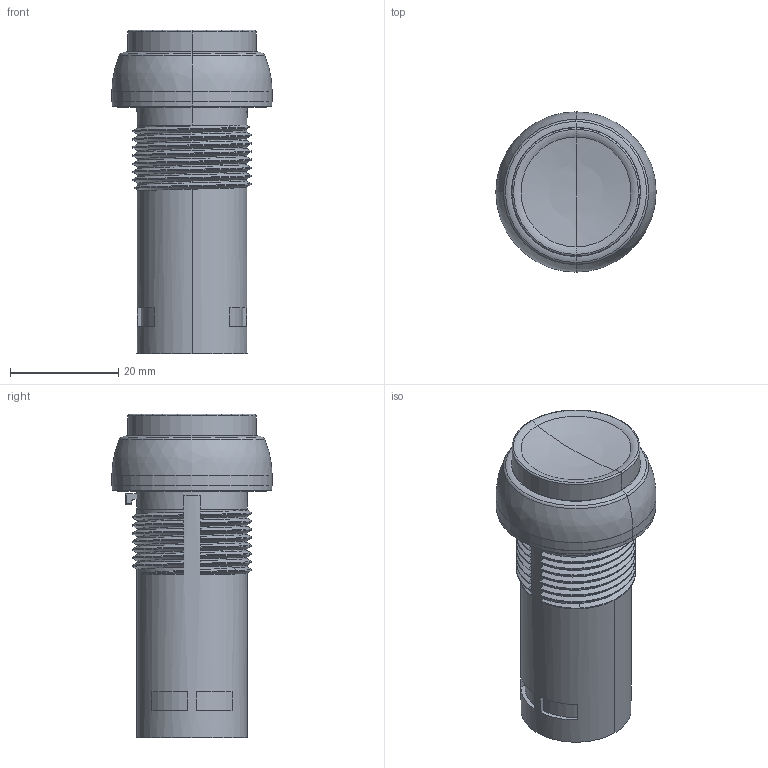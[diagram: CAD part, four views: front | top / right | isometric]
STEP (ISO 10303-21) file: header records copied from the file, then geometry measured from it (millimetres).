
FILE_DESCRIPTION((''),'2;1');
FILE_NAME('800FD_E','2007-05-03T',('abschult'),('Rockwell Automation'),'PRO/ENGINEER BY PARAMETRIC TECHNOLOGY CORPORATION, 2004320','PRO/ENGINEER BY PARAMETRIC TECHNOLOGY CORPORATION, 2004320','');
FILE_SCHEMA(('CONFIG_CONTROL_DESIGN'));
Length unit declared in the file: millimetre
Products named in the file (1): 800FD_E
Bounding box: 29.6 x 29.6 x 59.7 mm (x, y, z)
Surface area: 9582.6 mm2 (no closed solid volume)
Topology: 0 solids, 2 shells, 189 faces, 481 edges, 311 vertices
Faces by surface type: plane 77, bspline 58, cylinder 36, torus 10, sphere 4, cone 4
Entity records: 21970 total; most frequent: CARTESIAN_POINT 17770, ORIENTED_EDGE 958, DIRECTION 697, EDGE_CURVE 479, VERTEX_POINT 311, AXIS2_PLACEMENT_3D 255, EDGE_LOOP 206, FACE_OUTER_BOUND 189
